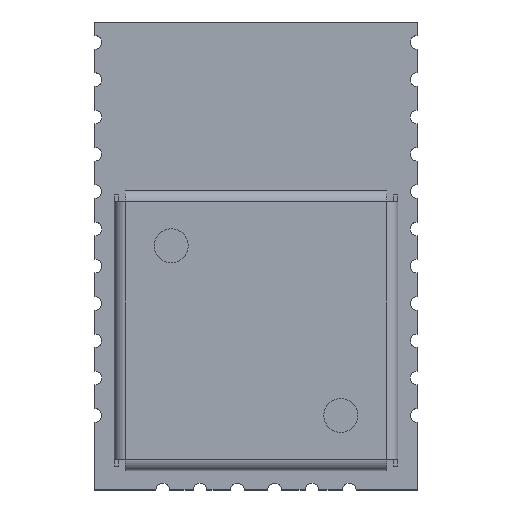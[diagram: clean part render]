
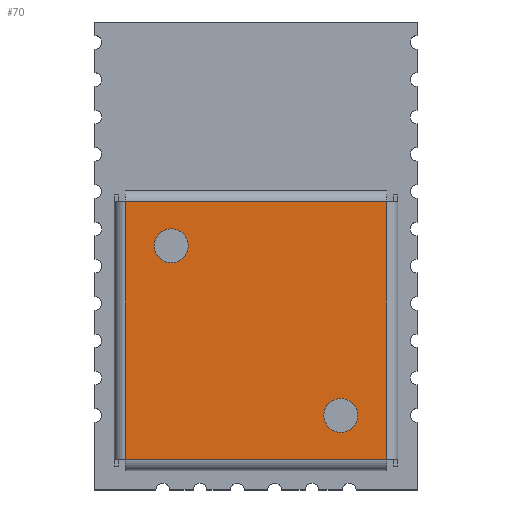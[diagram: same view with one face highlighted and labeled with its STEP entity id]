
A CAD part, top view. The second image highlights one B-rep face of the part: STEP entity #70.
In plain terms, the highlighted planar face has unit normal (0, 0, 1).
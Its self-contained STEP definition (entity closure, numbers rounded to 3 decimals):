
#70=ADVANCED_FACE('',(#219,#220,#221),#222,.T.);
#219=FACE_BOUND('',#497,.T.);
#220=FACE_BOUND('',#498,.T.);
#221=FACE_OUTER_BOUND('',#499,.T.);
#222=PLANE('',#500);
#497=EDGE_LOOP('',(#817,#818));
#498=EDGE_LOOP('',(#819,#820));
#499=EDGE_LOOP('',(#821,#822,#823,#824));
#500=AXIS2_PLACEMENT_3D('',#825,#826,#827);
#817=ORIENTED_EDGE('',*,*,#1898,.F.);
#818=ORIENTED_EDGE('',*,*,#1927,.F.);
#819=ORIENTED_EDGE('',*,*,#1902,.F.);
#820=ORIENTED_EDGE('',*,*,#1928,.F.);
#821=ORIENTED_EDGE('',*,*,#1909,.T.);
#822=ORIENTED_EDGE('',*,*,#1929,.T.);
#823=ORIENTED_EDGE('',*,*,#1915,.T.);
#824=ORIENTED_EDGE('',*,*,#1930,.T.);
#825=CARTESIAN_POINT('',(0.7,8.698,1.3));
#826=DIRECTION('',(0.,0.,1.));
#827=DIRECTION('',(-1.,0.,0.0));
#1898=EDGE_CURVE('',#2265,#2261,#2267,.T.);
#1902=EDGE_CURVE('',#2273,#2269,#2275,.T.);
#1909=EDGE_CURVE('',#2288,#2286,#2289,.T.);
#1915=EDGE_CURVE('',#2299,#2300,#2301,.T.);
#1927=EDGE_CURVE('',#2261,#2265,#2318,.T.);
#1928=EDGE_CURVE('',#2269,#2273,#2319,.T.);
#1929=EDGE_CURVE('',#2286,#2299,#2320,.T.);
#1930=EDGE_CURVE('',#2300,#2288,#2321,.T.);
#2261=VERTEX_POINT('',#2857);
#2265=VERTEX_POINT('',#2862);
#2267=CIRCLE('',#2865,0.5);
#2269=VERTEX_POINT('',#2867);
#2273=VERTEX_POINT('',#2872);
#2275=CIRCLE('',#2875,0.5);
#2286=VERTEX_POINT('',#2891);
#2288=VERTEX_POINT('',#2893);
#2289=LINE('',#2894,#2895);
#2299=VERTEX_POINT('',#2909);
#2300=VERTEX_POINT('',#2910);
#2301=LINE('',#2911,#2912);
#2318=CIRCLE('',#2935,0.5);
#2319=CIRCLE('',#2936,0.5);
#2320=LINE('',#2937,#2938);
#2321=LINE('',#2939,#2940);
#2857=CARTESIAN_POINT('',(2.25,6.698,1.3));
#2862=CARTESIAN_POINT('',(2.25,7.698,1.3));
#2865=AXIS2_PLACEMENT_3D('',#3685,#3686,#3687);
#2867=CARTESIAN_POINT('',(7.25,1.698,1.3));
#2872=CARTESIAN_POINT('',(7.25,2.698,1.3));
#2875=AXIS2_PLACEMENT_3D('',#3693,#3694,#3695);
#2891=CARTESIAN_POINT('',(8.6,8.498,1.3));
#2893=CARTESIAN_POINT('',(8.6,0.898,1.3));
#2894=CARTESIAN_POINT('',(8.6,0.698,1.3));
#2895=VECTOR('',#3704,1.0);
#2909=CARTESIAN_POINT('',(0.9,8.498,1.3));
#2910=CARTESIAN_POINT('',(0.9,0.898,1.3));
#2911=CARTESIAN_POINT('',(0.9,8.698,1.3));
#2912=VECTOR('',#3712,1.0);
#2935=AXIS2_PLACEMENT_3D('',#3734,#3735,#3736);
#2936=AXIS2_PLACEMENT_3D('',#3737,#3738,#3739);
#2937=CARTESIAN_POINT('',(8.6,8.498,1.3));
#2938=VECTOR('',#3740,1.0);
#2939=CARTESIAN_POINT('',(0.9,0.898,1.3));
#2940=VECTOR('',#3741,1.0);
#3685=CARTESIAN_POINT('',(2.25,7.198,1.3));
#3686=DIRECTION('',(0.,0.,1.));
#3687=DIRECTION('',(0.,1.,0.));
#3693=CARTESIAN_POINT('',(7.25,2.198,1.3));
#3694=DIRECTION('',(0.,0.,1.));
#3695=DIRECTION('',(0.,1.,0.));
#3704=DIRECTION('',(0.,1.,0.));
#3712=DIRECTION('',(0.,-1.,0.));
#3734=CARTESIAN_POINT('',(2.25,7.198,1.3));
#3735=DIRECTION('',(0.,0.,1.));
#3736=DIRECTION('',(0.,1.,0.));
#3737=CARTESIAN_POINT('',(7.25,2.198,1.3));
#3738=DIRECTION('',(0.,0.,1.));
#3739=DIRECTION('',(0.,1.,0.));
#3740=DIRECTION('',(-1.,0.,0.0));
#3741=DIRECTION('',(1.,0.,0.));
